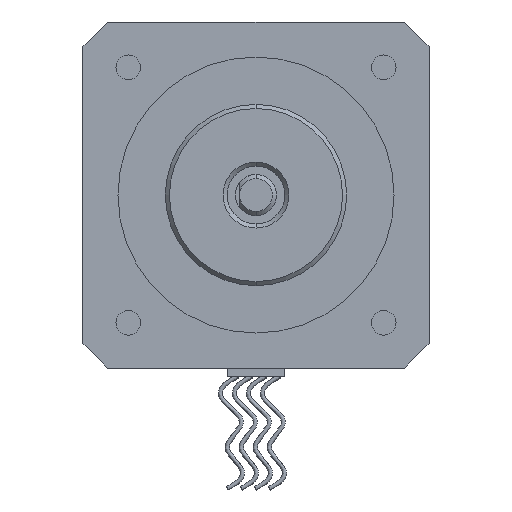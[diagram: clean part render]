
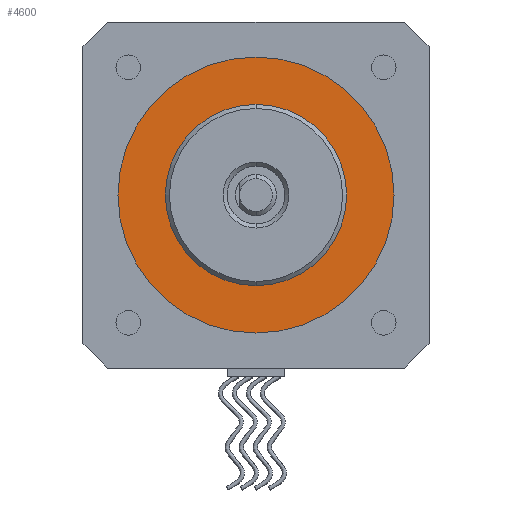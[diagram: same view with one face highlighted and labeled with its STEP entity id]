
A CAD part, left-side view. The second image highlights one B-rep face of the part: STEP entity #4600.
In plain terms, the highlighted planar face has unit normal (-1, 0, 0).
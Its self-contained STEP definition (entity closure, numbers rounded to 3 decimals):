
#90 = DIRECTION ( 'NONE',  ( 1., 0., 0. ) ) ;
#268 = FACE_OUTER_BOUND ( 'NONE', #7550, .T. ) ;
#350 = FACE_BOUND ( 'NONE', #5874, .T. ) ;
#447 = VERTEX_POINT ( 'NONE', #3873 ) ;
#508 = DIRECTION ( 'NONE',  ( 0., 0., 1. ) ) ;
#671 = EDGE_CURVE ( 'NONE', #2913, #4822, #878, .T. ) ;
#878 = CIRCLE ( 'NONE', #5731, 3.5 ) ;
#1014 = VERTEX_POINT ( 'NONE', #3324 ) ;
#1016 = AXIS2_PLACEMENT_3D ( 'NONE', #1807, #7789, #5558 ) ;
#1693 = DIRECTION ( 'NONE',  ( 0., 0., 1. ) ) ;
#1793 = CIRCLE ( 'NONE', #7046, 16.75 ) ;
#1807 = CARTESIAN_POINT ( 'NONE',  ( -62.9, 0., 0. ) ) ;
#2731 = CARTESIAN_POINT ( 'NONE',  ( -62.9, 0., -3.5 ) ) ;
#2913 = VERTEX_POINT ( 'NONE', #6114 ) ;
#2921 = DIRECTION ( 'NONE',  ( -1., 0., 0. ) ) ;
#3324 = CARTESIAN_POINT ( 'NONE',  ( -62.9, 0., -16.75 ) ) ;
#3743 = EDGE_CURVE ( 'NONE', #4822, #2913, #7871, .T. ) ;
#3750 = CARTESIAN_POINT ( 'NONE',  ( -62.9, 0., 0. ) ) ;
#3837 = AXIS2_PLACEMENT_3D ( 'NONE', #8149, #2921, #1693 ) ;
#3873 = CARTESIAN_POINT ( 'NONE',  ( -62.9, 0., 16.75 ) ) ;
#3891 = DIRECTION ( 'NONE',  ( -1., 0., 0. ) ) ;
#3968 = CARTESIAN_POINT ( 'NONE',  ( -62.9, 0., 0. ) ) ;
#4024 = EDGE_CURVE ( 'NONE', #447, #1014, #6405, .T. ) ;
#4219 = PLANE ( 'NONE',  #3837 ) ;
#4233 = AXIS2_PLACEMENT_3D ( 'NONE', #5816, #90, #5264 ) ;
#4600 = ADVANCED_FACE ( 'NONE', ( #268, #350 ), #4219, .T. ) ;
#4822 = VERTEX_POINT ( 'NONE', #2731 ) ;
#5017 = ORIENTED_EDGE ( 'NONE', *, *, #671, .T. ) ;
#5153 = DIRECTION ( 'NONE',  ( 0., 0., 1. ) ) ;
#5228 = ORIENTED_EDGE ( 'NONE', *, *, #5912, .T. ) ;
#5264 = DIRECTION ( 'NONE',  ( 0., 0., 1. ) ) ;
#5558 = DIRECTION ( 'NONE',  ( 0., 0., 1. ) ) ;
#5631 = ORIENTED_EDGE ( 'NONE', *, *, #3743, .T. ) ;
#5731 = AXIS2_PLACEMENT_3D ( 'NONE', #3750, #6280, #508 ) ;
#5816 = CARTESIAN_POINT ( 'NONE',  ( -62.9, 0., 0. ) ) ;
#5874 = EDGE_LOOP ( 'NONE', ( #5017, #5631 ) ) ;
#5912 = EDGE_CURVE ( 'NONE', #1014, #447, #1793, .T. ) ;
#6114 = CARTESIAN_POINT ( 'NONE',  ( -62.9, 0., 3.5 ) ) ;
#6280 = DIRECTION ( 'NONE',  ( 1., 0., 0. ) ) ;
#6405 = CIRCLE ( 'NONE', #1016, 16.75 ) ;
#6744 = ORIENTED_EDGE ( 'NONE', *, *, #4024, .T. ) ;
#7046 = AXIS2_PLACEMENT_3D ( 'NONE', #3968, #3891, #5153 ) ;
#7550 = EDGE_LOOP ( 'NONE', ( #6744, #5228 ) ) ;
#7789 = DIRECTION ( 'NONE',  ( -1., 0., 0. ) ) ;
#7871 = CIRCLE ( 'NONE', #4233, 3.5 ) ;
#8149 = CARTESIAN_POINT ( 'NONE',  ( -62.9, 0., 0. ) ) ;
